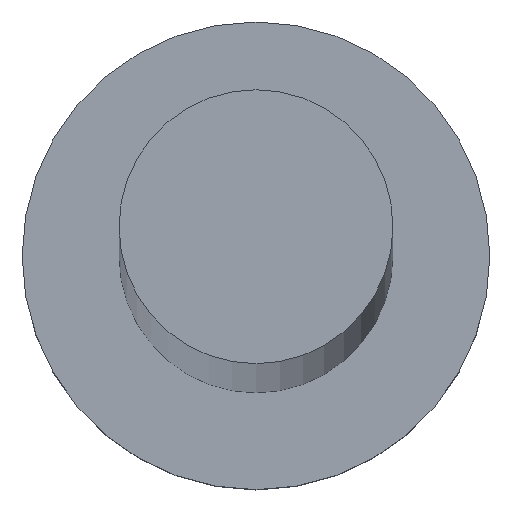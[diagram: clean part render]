
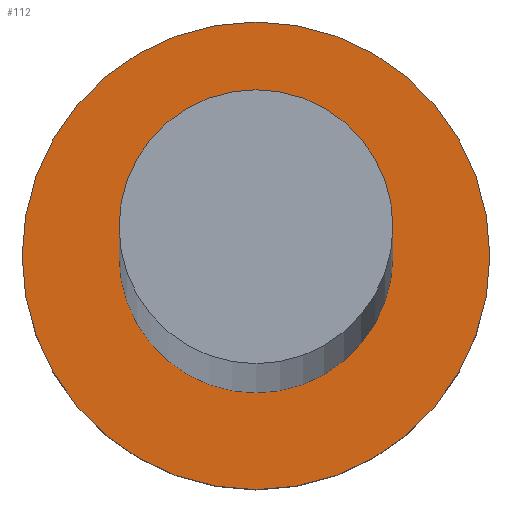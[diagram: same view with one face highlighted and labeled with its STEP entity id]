
A CAD part, top view. The second image highlights one B-rep face of the part: STEP entity #112.
In plain terms, the highlighted planar face has unit normal (0, 0, 1).
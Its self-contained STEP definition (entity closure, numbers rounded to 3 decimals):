
#1 = CARTESIAN_POINT ( 'NONE',  ( 0., 0., 5. ) ) ;
#7 = DIRECTION ( 'NONE',  ( 1., 0., 0. ) ) ;
#13 = CIRCLE ( 'NONE', #188, 7. ) ;
#15 = CARTESIAN_POINT ( 'NONE',  ( -7., 0., 5. ) ) ;
#16 = DIRECTION ( 'NONE',  ( 0., 0., 1. ) ) ;
#20 = DIRECTION ( 'NONE',  ( 0., 0., 1. ) ) ;
#25 = AXIS2_PLACEMENT_3D ( 'NONE', #1, #80, #38 ) ;
#28 = CARTESIAN_POINT ( 'NONE',  ( 0., 0., 5. ) ) ;
#35 = VERTEX_POINT ( 'NONE', #236 ) ;
#36 = CIRCLE ( 'NONE', #177, 4.1 ) ;
#38 = DIRECTION ( 'NONE',  ( 1., 0., 0. ) ) ;
#40 = VERTEX_POINT ( 'NONE', #201 ) ;
#55 = EDGE_LOOP ( 'NONE', ( #139, #185 ) ) ;
#65 = DIRECTION ( 'NONE',  ( 0., 0., 1. ) ) ;
#68 = CARTESIAN_POINT ( 'NONE',  ( 0., 0., 5. ) ) ;
#76 = FACE_OUTER_BOUND ( 'NONE', #55, .T. ) ;
#80 = DIRECTION ( 'NONE',  ( 0., 0., 1. ) ) ;
#93 = CARTESIAN_POINT ( 'NONE',  ( 7., 0., 5. ) ) ;
#96 = VERTEX_POINT ( 'NONE', #15 ) ;
#100 = CIRCLE ( 'NONE', #136, 4.1 ) ;
#110 = VERTEX_POINT ( 'NONE', #93 ) ;
#112 = ADVANCED_FACE ( 'NONE', ( #184, #76 ), #221, .T. ) ;
#136 = AXIS2_PLACEMENT_3D ( 'NONE', #28, #20, #209 ) ;
#139 = ORIENTED_EDGE ( 'NONE', *, *, #234, .T. ) ;
#157 = EDGE_CURVE ( 'NONE', #40, #35, #36, .T. ) ;
#158 = EDGE_LOOP ( 'NONE', ( #181, #222 ) ) ;
#164 = CIRCLE ( 'NONE', #216, 7. ) ;
#168 = CARTESIAN_POINT ( 'NONE',  ( 0., 0., 5. ) ) ;
#177 = AXIS2_PLACEMENT_3D ( 'NONE', #200, #16, #182 ) ;
#178 = EDGE_CURVE ( 'NONE', #35, #40, #100, .T. ) ;
#181 = ORIENTED_EDGE ( 'NONE', *, *, #157, .F. ) ;
#182 = DIRECTION ( 'NONE',  ( 1., 0., 0. ) ) ;
#184 = FACE_BOUND ( 'NONE', #158, .T. ) ;
#185 = ORIENTED_EDGE ( 'NONE', *, *, #205, .T. ) ;
#188 = AXIS2_PLACEMENT_3D ( 'NONE', #168, #65, #7 ) ;
#191 = DIRECTION ( 'NONE',  ( 0., 0., 1. ) ) ;
#200 = CARTESIAN_POINT ( 'NONE',  ( 0., 0., 5. ) ) ;
#201 = CARTESIAN_POINT ( 'NONE',  ( -4.1, 0., 5. ) ) ;
#205 = EDGE_CURVE ( 'NONE', #110, #96, #13, .T. ) ;
#207 = DIRECTION ( 'NONE',  ( 1., 0., 0. ) ) ;
#209 = DIRECTION ( 'NONE',  ( 1., 0., 0. ) ) ;
#216 = AXIS2_PLACEMENT_3D ( 'NONE', #68, #191, #207 ) ;
#221 = PLANE ( 'NONE',  #25 ) ;
#222 = ORIENTED_EDGE ( 'NONE', *, *, #178, .F. ) ;
#234 = EDGE_CURVE ( 'NONE', #96, #110, #164, .T. ) ;
#236 = CARTESIAN_POINT ( 'NONE',  ( 4.1, 0., 5. ) ) ;
